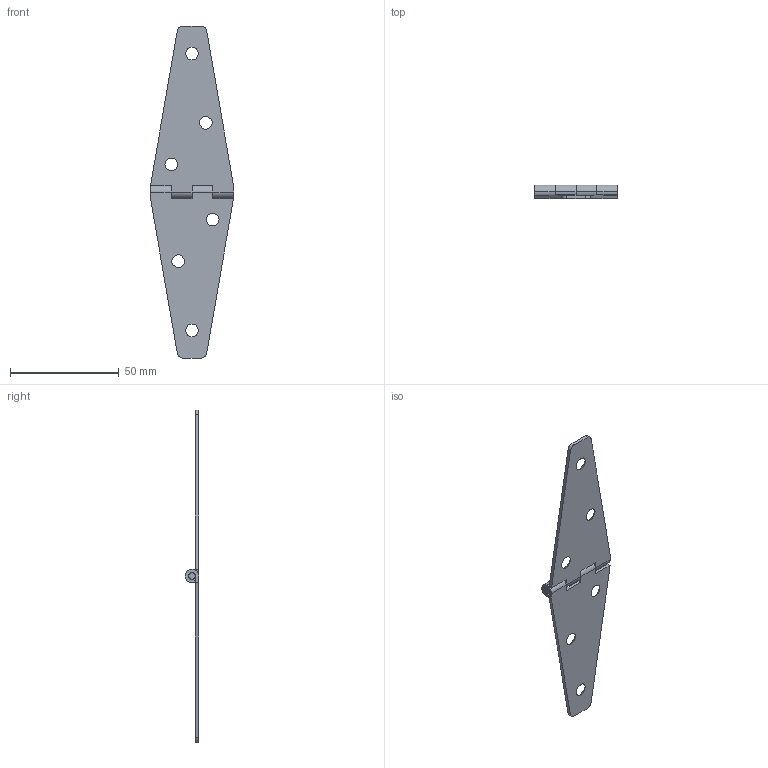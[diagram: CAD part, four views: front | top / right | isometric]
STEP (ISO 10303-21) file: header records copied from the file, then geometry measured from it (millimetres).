
FILE_DESCRIPTION (( 'STEP AP203' ), '1' );
FILE_NAME ('1528A31_Strap Hinge.STEP', '2026-01-07T18:16:07', ( 'McMaster Carr Supply' ), ( 'McMaster Carr Supply' ), 'SwSTEP 2.0', 'SolidWorks 2024', '' );
FILE_SCHEMA (( 'CONFIG_CONTROL_DESIGN' ));
Length unit declared in the file: inch
Products named in the file (1): 1528A31_Strap Hinge
Bounding box: 38.1 x 6.22 x 152.4 mm (x, y, z)
Volume: 6471.4 mm3; surface area: 9540.5 mm2
Topology: 3 solids, 3 shells, 70 faces, 192 edges, 128 vertices
Faces by surface type: cylinder 30, plane 28, cone 12
Entity records: 2359 total; most frequent: DIRECTION 418, CARTESIAN_POINT 391, ORIENTED_EDGE 384, EDGE_CURVE 192, AXIS2_PLACEMENT_3D 155, VERTEX_POINT 128, VECTOR 108, LINE 108
